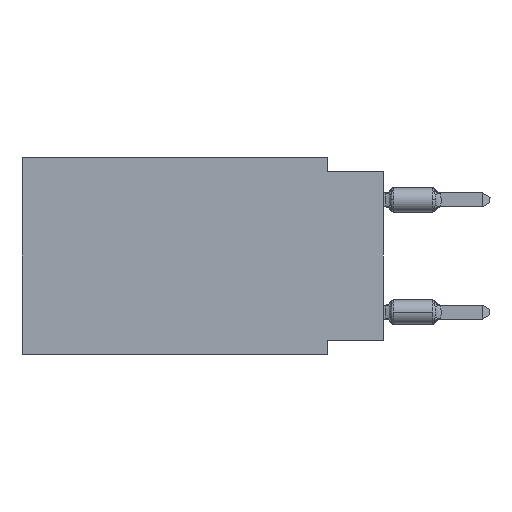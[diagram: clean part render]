
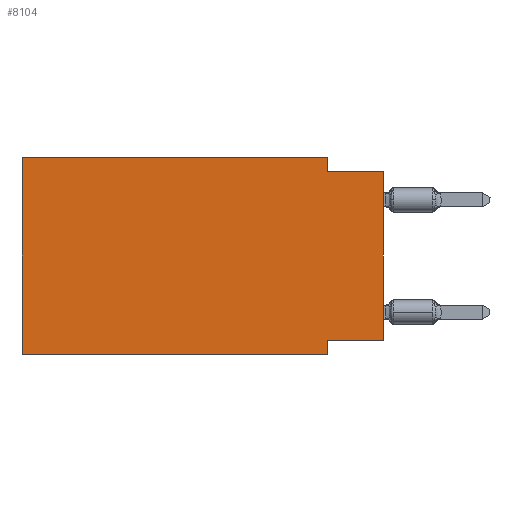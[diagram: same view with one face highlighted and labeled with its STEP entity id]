
A CAD part, left-side view. The second image highlights one B-rep face of the part: STEP entity #8104.
In plain terms, the highlighted planar face has unit normal (-1, 0, 0).
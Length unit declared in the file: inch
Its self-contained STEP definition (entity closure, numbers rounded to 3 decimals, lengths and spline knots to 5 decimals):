
#51 = LINE ( 'NONE', #22229, #25166 ) ;
#603 = LINE ( 'NONE', #22911, #6897 ) ;
#822 = DIRECTION ( 'NONE',  ( 1., 0., 0. ) ) ;
#1475 = LINE ( 'NONE', #9308, #11508 ) ;
#1692 = DIRECTION ( 'NONE',  ( 0., -1., 0. ) ) ;
#2082 = ORIENTED_EDGE ( 'NONE', *, *, #14396, .T. ) ;
#4420 = LINE ( 'NONE', #14622, #7522 ) ;
#4538 = VERTEX_POINT ( 'NONE', #10066 ) ;
#4687 = CARTESIAN_POINT ( 'NONE',  ( 0., 0.645, 0. ) ) ;
#5118 = VERTEX_POINT ( 'NONE', #10930 ) ;
#6897 = VECTOR ( 'NONE', #16782, 39.37008 ) ;
#7287 = CARTESIAN_POINT ( 'NONE',  ( 0., 0., -0.025 ) ) ;
#7522 = VECTOR ( 'NONE', #16753, 39.37008 ) ;
#7650 = EDGE_CURVE ( 'NONE', #5118, #20439, #603, .T. ) ;
#7689 = DIRECTION ( 'NONE',  ( 0., -1., 0. ) ) ;
#8104 = ADVANCED_FACE ( 'NONE', ( #21009 ), #24747, .F. ) ;
#8663 = DIRECTION ( 'NONE',  ( 0., 0., -1. ) ) ;
#8927 = EDGE_CURVE ( 'NONE', #21543, #18981, #20135, .T. ) ;
#9047 = CARTESIAN_POINT ( 'NONE',  ( 0., 0.645, 0. ) ) ;
#9308 = CARTESIAN_POINT ( 'NONE',  ( 0., 0.645, -0.35 ) ) ;
#9478 = VECTOR ( 'NONE', #12127, 39.37008 ) ;
#10066 = CARTESIAN_POINT ( 'NONE',  ( 0., 0.645, 0. ) ) ;
#10221 = ORIENTED_EDGE ( 'NONE', *, *, #8927, .F. ) ;
#10930 = CARTESIAN_POINT ( 'NONE',  ( 0., 0., -0.325 ) ) ;
#11025 = VECTOR ( 'NONE', #7689, 39.37008 ) ;
#11029 = EDGE_CURVE ( 'NONE', #5118, #20462, #4420, .T. ) ;
#11137 = AXIS2_PLACEMENT_3D ( 'NONE', #9047, #822, #8663 ) ;
#11360 = CARTESIAN_POINT ( 'NONE',  ( 0., 0., -0.025 ) ) ;
#11508 = VECTOR ( 'NONE', #25520, 39.37008 ) ;
#11540 = ORIENTED_EDGE ( 'NONE', *, *, #7650, .F. ) ;
#11888 = CARTESIAN_POINT ( 'NONE',  ( 0., 0.645, 0. ) ) ;
#12027 = LINE ( 'NONE', #11888, #12083 ) ;
#12083 = VECTOR ( 'NONE', #1692, 39.37008 ) ;
#12127 = DIRECTION ( 'NONE',  ( 0., 0., -1. ) ) ;
#12737 = VERTEX_POINT ( 'NONE', #23295 ) ;
#12766 = DIRECTION ( 'NONE',  ( 0., 0., 1. ) ) ;
#14396 = EDGE_CURVE ( 'NONE', #12737, #24174, #1475, .T. ) ;
#14507 = CARTESIAN_POINT ( 'NONE',  ( 0., 0.1, 0. ) ) ;
#14622 = CARTESIAN_POINT ( 'NONE',  ( 0., 0., 0. ) ) ;
#14703 = CARTESIAN_POINT ( 'NONE',  ( 0., 0.1, -0.025 ) ) ;
#15210 = CARTESIAN_POINT ( 'NONE',  ( 0., 0.1, -0.325 ) ) ;
#16207 = DIRECTION ( 'NONE',  ( 0., 0., -1. ) ) ;
#16753 = DIRECTION ( 'NONE',  ( 0., 0., 1. ) ) ;
#16782 = DIRECTION ( 'NONE',  ( 0., 1., 0. ) ) ;
#17800 = EDGE_CURVE ( 'NONE', #20439, #24174, #51, .T. ) ;
#18119 = CARTESIAN_POINT ( 'NONE',  ( 0., 0.1, 0. ) ) ;
#18981 = VERTEX_POINT ( 'NONE', #14703 ) ;
#19208 = EDGE_CURVE ( 'NONE', #4538, #21543, #12027, .T. ) ;
#20045 = EDGE_CURVE ( 'NONE', #12737, #4538, #22901, .T. ) ;
#20135 = LINE ( 'NONE', #14507, #9478 ) ;
#20191 = VECTOR ( 'NONE', #12766, 39.37008 ) ;
#20439 = VERTEX_POINT ( 'NONE', #15210 ) ;
#20462 = VERTEX_POINT ( 'NONE', #11360 ) ;
#20663 = ORIENTED_EDGE ( 'NONE', *, *, #11029, .T. ) ;
#21009 = FACE_OUTER_BOUND ( 'NONE', #25259, .T. ) ;
#21094 = ORIENTED_EDGE ( 'NONE', *, *, #17800, .F. ) ;
#21543 = VERTEX_POINT ( 'NONE', #18119 ) ;
#22229 = CARTESIAN_POINT ( 'NONE',  ( 0., 0.1, -0.35 ) ) ;
#22289 = EDGE_CURVE ( 'NONE', #18981, #20462, #25904, .T. ) ;
#22901 = LINE ( 'NONE', #4687, #20191 ) ;
#22911 = CARTESIAN_POINT ( 'NONE',  ( 0., 0., -0.325 ) ) ;
#23295 = CARTESIAN_POINT ( 'NONE',  ( 0., 0.645, -0.35 ) ) ;
#23612 = ORIENTED_EDGE ( 'NONE', *, *, #19208, .F. ) ;
#23776 = ORIENTED_EDGE ( 'NONE', *, *, #22289, .F. ) ;
#24174 = VERTEX_POINT ( 'NONE', #25027 ) ;
#24747 = PLANE ( 'NONE',  #11137 ) ;
#24955 = ORIENTED_EDGE ( 'NONE', *, *, #20045, .F. ) ;
#25027 = CARTESIAN_POINT ( 'NONE',  ( 0., 0.1, -0.35 ) ) ;
#25166 = VECTOR ( 'NONE', #16207, 39.37008 ) ;
#25259 = EDGE_LOOP ( 'NONE', ( #20663, #23776, #10221, #23612, #24955, #2082, #21094, #11540 ) ) ;
#25520 = DIRECTION ( 'NONE',  ( 0., -1., 0. ) ) ;
#25904 = LINE ( 'NONE', #7287, #11025 ) ;
